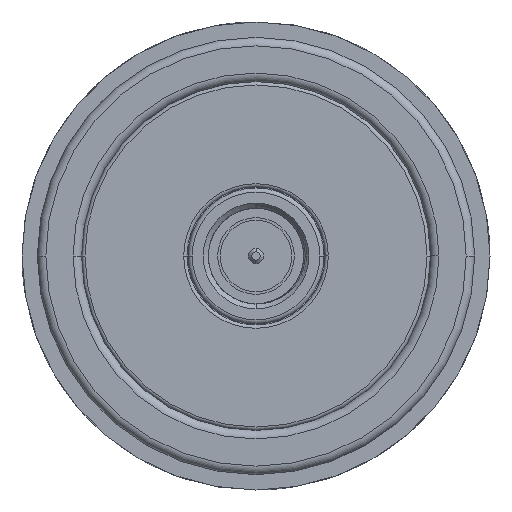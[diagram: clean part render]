
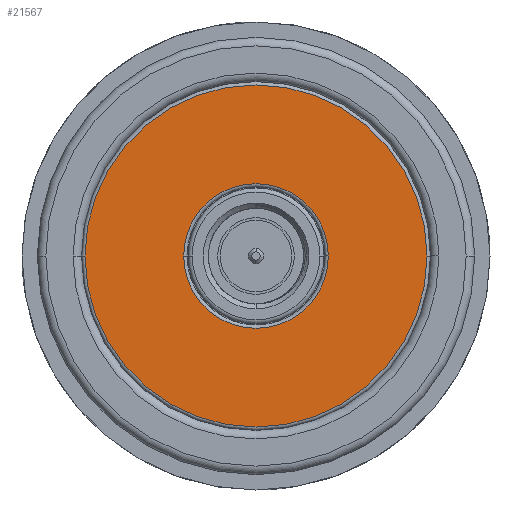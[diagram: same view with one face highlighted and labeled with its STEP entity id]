
A CAD part, front view. The second image highlights one B-rep face of the part: STEP entity #21567.
In plain terms, the highlighted planar face has unit normal (0, -1, 0).
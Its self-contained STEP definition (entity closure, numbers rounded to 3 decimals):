
#72 = AXIS2_PLACEMENT_3D ( 'NONE', #10935, #5270, #14890 ) ;
#394 = EDGE_CURVE ( 'NONE', #7887, #768, #22597, .T. ) ;
#768 = VERTEX_POINT ( 'NONE', #15105 ) ;
#1173 = AXIS2_PLACEMENT_3D ( 'NONE', #8025, #20651, #2647 ) ;
#1482 = DIRECTION ( 'NONE',  ( 1., 0., 0. ) ) ;
#1613 = CARTESIAN_POINT ( 'NONE',  ( 0., 0., 0. ) ) ;
#1634 = ORIENTED_EDGE ( 'NONE', *, *, #13829, .T. ) ;
#1872 = FACE_OUTER_BOUND ( 'NONE', #24422, .T. ) ;
#2647 = DIRECTION ( 'NONE',  ( -1., 0., 0. ) ) ;
#3960 = ORIENTED_EDGE ( 'NONE', *, *, #394, .T. ) ;
#4326 = DIRECTION ( 'NONE',  ( 0., 1., 0. ) ) ;
#4597 = DIRECTION ( 'NONE',  ( 1., 0., 0. ) ) ;
#4643 = CARTESIAN_POINT ( 'NONE',  ( 0., 0., 0. ) ) ;
#4911 = AXIS2_PLACEMENT_3D ( 'NONE', #4643, #24892, #12648 ) ;
#4996 = VERTEX_POINT ( 'NONE', #11783 ) ;
#5270 = DIRECTION ( 'NONE',  ( 0., -1., 0. ) ) ;
#6035 = CARTESIAN_POINT ( 'NONE',  ( 0., 0., 0. ) ) ;
#6595 = CIRCLE ( 'NONE', #22136, 4.25 ) ;
#6614 = VERTEX_POINT ( 'NONE', #17645 ) ;
#7887 = VERTEX_POINT ( 'NONE', #14967 ) ;
#8025 = CARTESIAN_POINT ( 'NONE',  ( 0., 0., 0. ) ) ;
#8278 = ORIENTED_EDGE ( 'NONE', *, *, #10140, .T. ) ;
#10140 = EDGE_CURVE ( 'NONE', #4996, #6614, #6595, .T. ) ;
#10330 = CIRCLE ( 'NONE', #4911, 4.25 ) ;
#10935 = CARTESIAN_POINT ( 'NONE',  ( 0., 0., 0. ) ) ;
#11600 = FACE_BOUND ( 'NONE', #13076, .T. ) ;
#11783 = CARTESIAN_POINT ( 'NONE',  ( 4.25, 0., 0. ) ) ;
#12648 = DIRECTION ( 'NONE',  ( -1., 0., 0. ) ) ;
#13076 = EDGE_LOOP ( 'NONE', ( #13696, #8278 ) ) ;
#13696 = ORIENTED_EDGE ( 'NONE', *, *, #19324, .T. ) ;
#13829 = EDGE_CURVE ( 'NONE', #768, #7887, #16886, .T. ) ;
#14890 = DIRECTION ( 'NONE',  ( 1., 0., 0. ) ) ;
#14967 = CARTESIAN_POINT ( 'NONE',  ( -10.05, 0., 0. ) ) ;
#15105 = CARTESIAN_POINT ( 'NONE',  ( 10.05, 0., 0. ) ) ;
#15822 = PLANE ( 'NONE',  #20509 ) ;
#16886 = CIRCLE ( 'NONE', #72, 10.05 ) ;
#17645 = CARTESIAN_POINT ( 'NONE',  ( -4.25, 0., 0. ) ) ;
#19324 = EDGE_CURVE ( 'NONE', #6614, #4996, #10330, .T. ) ;
#19498 = DIRECTION ( 'NONE',  ( 0., 1., 0. ) ) ;
#20509 = AXIS2_PLACEMENT_3D ( 'NONE', #1613, #19498, #1482 ) ;
#20651 = DIRECTION ( 'NONE',  ( 0., -1., 0. ) ) ;
#21567 = ADVANCED_FACE ( 'NONE', ( #1872, #11600 ), #15822, .F. ) ;
#22136 = AXIS2_PLACEMENT_3D ( 'NONE', #6035, #4326, #4597 ) ;
#22597 = CIRCLE ( 'NONE', #1173, 10.05 ) ;
#24422 = EDGE_LOOP ( 'NONE', ( #3960, #1634 ) ) ;
#24892 = DIRECTION ( 'NONE',  ( 0., 1., 0. ) ) ;
